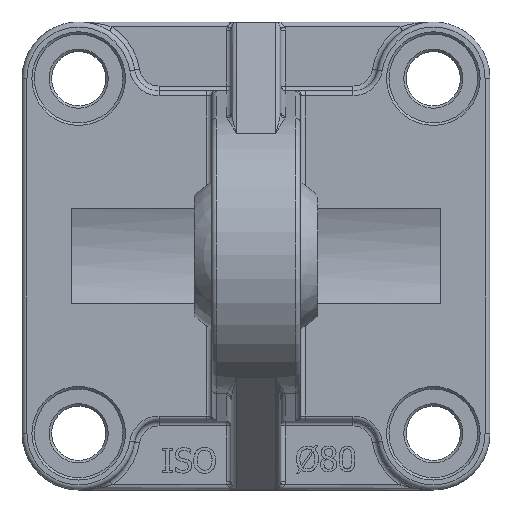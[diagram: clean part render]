
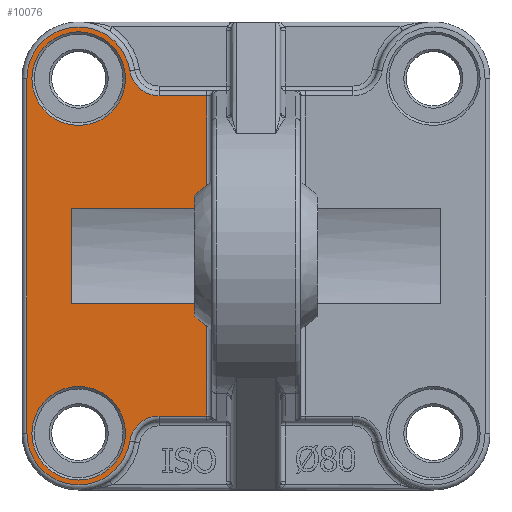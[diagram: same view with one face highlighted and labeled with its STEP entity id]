
A CAD part, top view. The second image highlights one B-rep face of the part: STEP entity #10076.
In plain terms, the highlighted planar face has unit normal (0, 0, 1).
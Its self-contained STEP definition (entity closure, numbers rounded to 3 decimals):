
#9888=CARTESIAN_POINT('',(-37.5,-9.592,14.0));
#9889=VERTEX_POINT('',#9888);
#9890=CARTESIAN_POINT('',(-37.5,9.592,14.0));
#9891=VERTEX_POINT('',#9890);
#9892=CARTESIAN_POINT('',(-37.5,-9.592,14.));
#9893=DIRECTION('',(0.0,1.0,0.0));
#9894=VECTOR('',#9893,19.183);
#9895=LINE('',#9892,#9894);
#9896=EDGE_CURVE('',#9889,#9891,#9895,.T.);
#9913=CARTESIAN_POINT('',(-10.0,-9.592,14.0));
#9914=VERTEX_POINT('',#9913);
#9915=CARTESIAN_POINT('',(-10.0,-9.592,14.0));
#9916=DIRECTION('',(-1.0,0.0,0.0));
#9917=VECTOR('',#9916,27.5);
#9918=LINE('',#9915,#9917);
#9919=EDGE_CURVE('',#9914,#9889,#9918,.T.);
#9945=CARTESIAN_POINT('',(-10.0,9.592,14.0));
#9946=VERTEX_POINT('',#9945);
#9960=CARTESIAN_POINT('',(-37.5,9.592,14.0));
#9961=DIRECTION('',(1.0,0.0,0.0));
#9962=VECTOR('',#9961,27.5);
#9963=LINE('',#9960,#9962);
#9964=EDGE_CURVE('',#9891,#9946,#9963,.T.);
#9970=CARTESIAN_POINT('',(0.0,0.,14.));
#9971=DIRECTION('',(0.0,0.0,1.0));
#9972=DIRECTION('',(1.0,0.0,0.0));
#9973=AXIS2_PLACEMENT_3D('',#9970,#9971,#9972);
#9974=PLANE('',#9973);
#9975=ORIENTED_EDGE('',*,*,#9919,.T.);
#9976=ORIENTED_EDGE('',*,*,#9896,.T.);
#9977=ORIENTED_EDGE('',*,*,#9964,.T.);
#9978=CARTESIAN_POINT('',(-10.0,32.5,14.));
#9979=VERTEX_POINT('',#9978);
#9980=CARTESIAN_POINT('',(-10.0,32.5,14.));
#9981=DIRECTION('',(0.0,-1.0,0.0));
#9982=VECTOR('',#9981,22.908);
#9983=LINE('',#9980,#9982);
#9984=EDGE_CURVE('',#9979,#9946,#9983,.T.);
#9985=ORIENTED_EDGE('',*,*,#9984,.F.);
#9986=CARTESIAN_POINT('',(-19.69,32.5,14.));
#9987=VERTEX_POINT('',#9986);
#9988=CARTESIAN_POINT('',(-19.69,32.5,14.));
#9989=DIRECTION('',(1.0,0.0,0.0));
#9990=VECTOR('',#9989,9.69);
#9991=LINE('',#9988,#9990);
#9992=EDGE_CURVE('',#9987,#9979,#9991,.T.);
#9993=ORIENTED_EDGE('',*,*,#9992,.F.);
#9994=CARTESIAN_POINT('',(-25.621,37.591,14.));
#9995=VERTEX_POINT('',#9994);
#9996=CARTESIAN_POINT('',(-19.69,38.5,14.));
#9997=DIRECTION('',(0.0,0.0,1.0));
#9998=DIRECTION('',(-0.651,-0.759,0.0));
#9999=AXIS2_PLACEMENT_3D('',#9996,#9997,#9998);
#10000=CIRCLE('',#9999,6.);
#10001=EDGE_CURVE('',#9995,#9987,#10000,.T.);
#10002=ORIENTED_EDGE('',*,*,#10001,.F.);
#10003=CARTESIAN_POINT('',(-46.5,36.0,14.));
#10004=VERTEX_POINT('',#10003);
#10005=CARTESIAN_POINT('',(-36.0,36.0,14.));
#10006=DIRECTION('',(0.0,0.0,-1.0));
#10007=DIRECTION('',(-0.076,0.997,0.0));
#10008=AXIS2_PLACEMENT_3D('',#10005,#10006,#10007);
#10009=CIRCLE('',#10008,10.5);
#10010=EDGE_CURVE('',#10004,#9995,#10009,.T.);
#10011=ORIENTED_EDGE('',*,*,#10010,.F.);
#10012=CARTESIAN_POINT('',(-46.5,-36.0,14.));
#10013=VERTEX_POINT('',#10012);
#10014=CARTESIAN_POINT('',(-46.5,-36.0,14.));
#10015=DIRECTION('',(0.0,1.0,0.0));
#10016=VECTOR('',#10015,72.0);
#10017=LINE('',#10014,#10016);
#10018=EDGE_CURVE('',#10013,#10004,#10017,.T.);
#10019=ORIENTED_EDGE('',*,*,#10018,.F.);
#10020=CARTESIAN_POINT('',(-25.621,-37.591,14.));
#10021=VERTEX_POINT('',#10020);
#10022=CARTESIAN_POINT('',(-36.0,-36.0,14.));
#10023=DIRECTION('',(0.0,0.0,-1.0));
#10024=DIRECTION('',(-0.076,-0.997,0.0));
#10025=AXIS2_PLACEMENT_3D('',#10022,#10023,#10024);
#10026=CIRCLE('',#10025,10.5);
#10027=EDGE_CURVE('',#10021,#10013,#10026,.T.);
#10028=ORIENTED_EDGE('',*,*,#10027,.F.);
#10029=CARTESIAN_POINT('',(-19.69,-32.5,14.));
#10030=VERTEX_POINT('',#10029);
#10031=CARTESIAN_POINT('',(-19.69,-38.5,14.));
#10032=DIRECTION('',(0.0,0.0,1.0));
#10033=DIRECTION('',(-0.651,0.759,0.0));
#10034=AXIS2_PLACEMENT_3D('',#10031,#10032,#10033);
#10035=CIRCLE('',#10034,6.);
#10036=EDGE_CURVE('',#10030,#10021,#10035,.T.);
#10037=ORIENTED_EDGE('',*,*,#10036,.F.);
#10038=CARTESIAN_POINT('',(-10.0,-32.5,14.));
#10039=VERTEX_POINT('',#10038);
#10040=CARTESIAN_POINT('',(-10.,-32.5,14.));
#10041=DIRECTION('',(-1.0,0.0,0.0));
#10042=VECTOR('',#10041,9.69);
#10043=LINE('',#10040,#10042);
#10044=EDGE_CURVE('',#10039,#10030,#10043,.T.);
#10045=ORIENTED_EDGE('',*,*,#10044,.F.);
#10046=CARTESIAN_POINT('',(-10.0,-9.592,14.));
#10047=DIRECTION('',(0.0,-1.0,0.0));
#10048=VECTOR('',#10047,22.908);
#10049=LINE('',#10046,#10048);
#10050=EDGE_CURVE('',#9914,#10039,#10049,.T.);
#10051=ORIENTED_EDGE('',*,*,#10050,.F.);
#10052=EDGE_LOOP('',(#9975,#9976,#9977,#9985,#9993,#10002,#10011,#10019,#10028,#10037,#10045,#10051));
#10053=FACE_OUTER_BOUND('',#10052,.T.);
#10054=CARTESIAN_POINT('',(-26.5,36.0,14.));
#10055=VERTEX_POINT('',#10054);
#10056=CARTESIAN_POINT('',(-36.0,36.0,14.));
#10057=DIRECTION('',(0.0,0.0,1.0));
#10058=DIRECTION('',(-1.0,0.0,0.0));
#10059=AXIS2_PLACEMENT_3D('',#10056,#10057,#10058);
#10060=CIRCLE('',#10059,9.5);
#10061=EDGE_CURVE('',#10055,#10055,#10060,.T.);
#10062=ORIENTED_EDGE('',*,*,#10061,.F.);
#10063=EDGE_LOOP('',(#10062));
#10064=FACE_BOUND('',#10063,.T.);
#10065=CARTESIAN_POINT('',(-26.5,-36.0,14.));
#10066=VERTEX_POINT('',#10065);
#10067=CARTESIAN_POINT('',(-36.0,-36.0,14.));
#10068=DIRECTION('',(0.0,0.0,1.0));
#10069=DIRECTION('',(-1.0,0.0,0.0));
#10070=AXIS2_PLACEMENT_3D('',#10067,#10068,#10069);
#10071=CIRCLE('',#10070,9.5);
#10072=EDGE_CURVE('',#10066,#10066,#10071,.T.);
#10073=ORIENTED_EDGE('',*,*,#10072,.F.);
#10074=EDGE_LOOP('',(#10073));
#10075=FACE_BOUND('',#10074,.T.);
#10076=ADVANCED_FACE('',(#10053,#10064,#10075),#9974,.T.);
